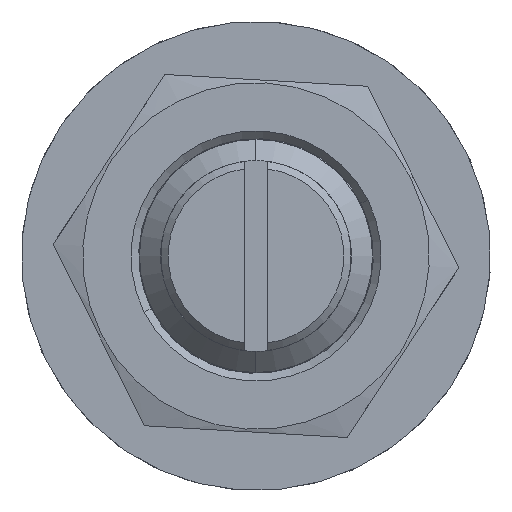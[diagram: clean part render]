
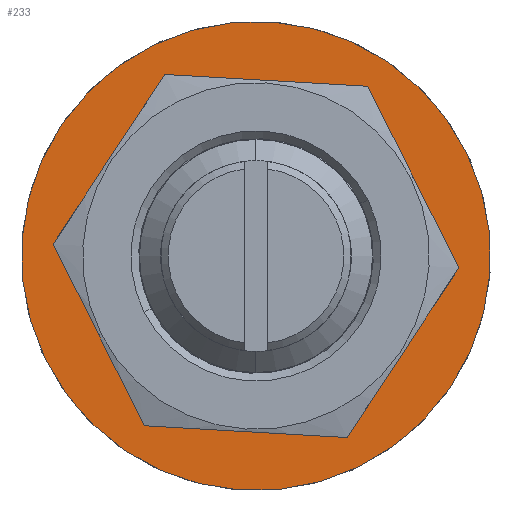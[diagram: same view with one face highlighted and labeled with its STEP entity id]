
A CAD part, left-side view. The second image highlights one B-rep face of the part: STEP entity #233.
In plain terms, the highlighted planar face has unit normal (-1, 0, 0).
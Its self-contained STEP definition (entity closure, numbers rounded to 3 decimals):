
#57 = EDGE_CURVE ( 'NONE', #1644, #1169, #1185, .T. ) ;
#88 = CARTESIAN_POINT ( 'NONE',  ( -3.5, 0., 0. ) ) ;
#127 = CIRCLE ( 'NONE', #510, 8.84 ) ;
#168 = DIRECTION ( 'NONE',  ( -1., 0., 0. ) ) ;
#171 = VERTEX_POINT ( 'NONE', #574 ) ;
#233 = ADVANCED_FACE ( 'NONE', ( #984, #702 ), #1601, .F. ) ;
#240 = DIRECTION ( 'NONE',  ( 0., 0., 1. ) ) ;
#299 = EDGE_CURVE ( 'NONE', #171, #871, #127, .T. ) ;
#389 = AXIS2_PLACEMENT_3D ( 'NONE', #795, #481, #1619 ) ;
#410 = DIRECTION ( 'NONE',  ( -1., 0., 0. ) ) ;
#481 = DIRECTION ( 'NONE',  ( 1., 0., 0. ) ) ;
#510 = AXIS2_PLACEMENT_3D ( 'NONE', #1136, #168, #1297 ) ;
#574 = CARTESIAN_POINT ( 'NONE',  ( -3.5, 0., -8.84 ) ) ;
#702 = FACE_OUTER_BOUND ( 'NONE', #1008, .T. ) ;
#743 = EDGE_CURVE ( 'NONE', #1169, #1644, #1632, .T. ) ;
#795 = CARTESIAN_POINT ( 'NONE',  ( -3.5, 16., 0. ) ) ;
#815 = CARTESIAN_POINT ( 'NONE',  ( -3.5, 0., 0. ) ) ;
#865 = CIRCLE ( 'NONE', #1581, 8.84 ) ;
#871 = VERTEX_POINT ( 'NONE', #990 ) ;
#877 = ORIENTED_EDGE ( 'NONE', *, *, #1321, .F. ) ;
#896 = CARTESIAN_POINT ( 'NONE',  ( -3.5, 0., -16. ) ) ;
#980 = DIRECTION ( 'NONE',  ( 0., 0., 1. ) ) ;
#984 = FACE_BOUND ( 'NONE', #1465, .T. ) ;
#990 = CARTESIAN_POINT ( 'NONE',  ( -3.5, 0., 8.84 ) ) ;
#1008 = EDGE_LOOP ( 'NONE', ( #1461, #1358 ) ) ;
#1136 = CARTESIAN_POINT ( 'NONE',  ( -3.5, 0., 0. ) ) ;
#1169 = VERTEX_POINT ( 'NONE', #896 ) ;
#1185 = CIRCLE ( 'NONE', #1422, 16. ) ;
#1210 = DIRECTION ( 'NONE',  ( -1., 0., 0. ) ) ;
#1297 = DIRECTION ( 'NONE',  ( 0., 0., 1. ) ) ;
#1321 = EDGE_CURVE ( 'NONE', #871, #171, #865, .T. ) ;
#1358 = ORIENTED_EDGE ( 'NONE', *, *, #743, .T. ) ;
#1391 = CARTESIAN_POINT ( 'NONE',  ( -3.5, 0., 0. ) ) ;
#1422 = AXIS2_PLACEMENT_3D ( 'NONE', #815, #1948, #980 ) ;
#1461 = ORIENTED_EDGE ( 'NONE', *, *, #57, .T. ) ;
#1465 = EDGE_LOOP ( 'NONE', ( #877, #1966 ) ) ;
#1556 = DIRECTION ( 'NONE',  ( 0., 0., 1. ) ) ;
#1581 = AXIS2_PLACEMENT_3D ( 'NONE', #88, #1210, #240 ) ;
#1601 = PLANE ( 'NONE',  #389 ) ;
#1619 = DIRECTION ( 'NONE',  ( 0., 0., -1. ) ) ;
#1632 = CIRCLE ( 'NONE', #2062, 16. ) ;
#1644 = VERTEX_POINT ( 'NONE', #1897 ) ;
#1897 = CARTESIAN_POINT ( 'NONE',  ( -3.5, 0., 16. ) ) ;
#1948 = DIRECTION ( 'NONE',  ( -1., 0., 0. ) ) ;
#1966 = ORIENTED_EDGE ( 'NONE', *, *, #299, .F. ) ;
#2062 = AXIS2_PLACEMENT_3D ( 'NONE', #1391, #410, #1556 ) ;
